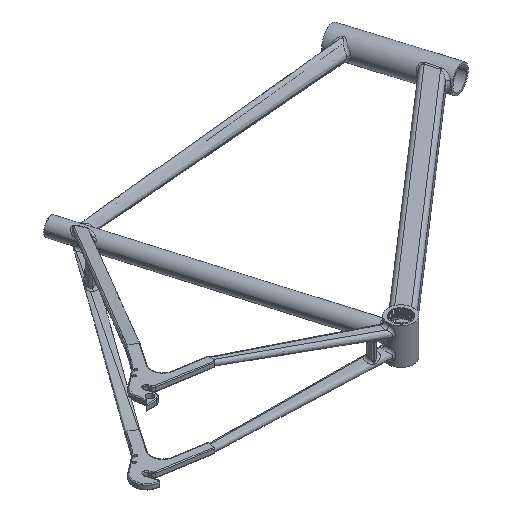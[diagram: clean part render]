
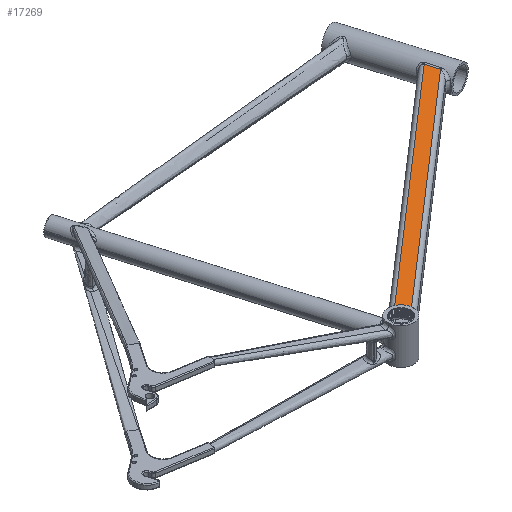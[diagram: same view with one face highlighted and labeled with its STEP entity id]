
A CAD part, isometric view. The second image highlights one B-rep face of the part: STEP entity #17269.
In plain terms, the highlighted planar face has unit normal (0, 0, 1).
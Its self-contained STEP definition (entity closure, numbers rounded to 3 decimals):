
#515 = VERTEX_POINT ( 'NONE', #8011 ) ;
#574 = DIRECTION ( 'NONE',  ( -0.292, 0.956, 0. ) ) ;
#1285 = EDGE_CURVE ( 'NONE', #23250, #515, #10650, .T. ) ;
#2329 = VERTEX_POINT ( 'NONE', #5460 ) ;
#3543 = ORIENTED_EDGE ( 'NONE', *, *, #10725, .T. ) ;
#3996 = LINE ( 'NONE', #9824, #6246 ) ;
#4981 = EDGE_CURVE ( 'NONE', #2329, #23250, #18435, .T. ) ;
#5460 = CARTESIAN_POINT ( 'NONE',  ( 451.857, 377.61, 18.71 ) ) ;
#5531 = EDGE_LOOP ( 'NONE', ( #24121, #3543, #11727, #22132 ) ) ;
#5947 = VECTOR ( 'NONE', #8273, 1000. ) ;
#5995 = VERTEX_POINT ( 'NONE', #23600 ) ;
#6246 = VECTOR ( 'NONE', #7443, 1000. ) ;
#7443 = DIRECTION ( 'NONE',  ( -0.755, -0.656, 0. ) ) ;
#7801 = FACE_OUTER_BOUND ( 'NONE', #5531, .T. ) ;
#8011 = CARTESIAN_POINT ( 'NONE',  ( 12.842, 26.002, 18.71 ) ) ;
#8273 = DIRECTION ( 'NONE',  ( -0.755, -0.656, 0. ) ) ;
#9501 = VECTOR ( 'NONE', #574, 1000. ) ;
#9824 = CARTESIAN_POINT ( 'NONE',  ( 468.688, 392.228, 18.71 ) ) ;
#10593 = CARTESIAN_POINT ( 'NONE',  ( 0., 0., 18.71 ) ) ;
#10650 = LINE ( 'NONE', #24686, #5947 ) ;
#10725 = EDGE_CURVE ( 'NONE', #515, #5995, #10870, .T. ) ;
#10870 = CIRCLE ( 'NONE', #18897, 29. ) ;
#11727 = ORIENTED_EDGE ( 'NONE', *, *, #16215, .F. ) ;
#13565 = AXIS2_PLACEMENT_3D ( 'NONE', #17473, #25558, #16006 ) ;
#16006 = DIRECTION ( 'NONE',  ( 1., 0., 0. ) ) ;
#16215 = EDGE_CURVE ( 'NONE', #2329, #5995, #3996, .T. ) ;
#17269 = ADVANCED_FACE ( 'NONE', ( #7801 ), #21576, .T. ) ;
#17473 = CARTESIAN_POINT ( 'NONE',  ( 468.688, 392.228, 18.71 ) ) ;
#17535 = CARTESIAN_POINT ( 'NONE',  ( 444.683, 401.075, 18.71 ) ) ;
#18435 = LINE ( 'NONE', #18965, #9501 ) ;
#18801 = DIRECTION ( 'NONE',  ( 0., 0., -1. ) ) ;
#18897 = AXIS2_PLACEMENT_3D ( 'NONE', #10593, #18801, #24902 ) ;
#18965 = CARTESIAN_POINT ( 'NONE',  ( 444.476, 401.753, 18.71 ) ) ;
#21576 = PLANE ( 'NONE',  #13565 ) ;
#22132 = ORIENTED_EDGE ( 'NONE', *, *, #4981, .T. ) ;
#23250 = VERTEX_POINT ( 'NONE', #17535 ) ;
#23600 = CARTESIAN_POINT ( 'NONE',  ( 27.544, 9.075, 18.71 ) ) ;
#24121 = ORIENTED_EDGE ( 'NONE', *, *, #1285, .T. ) ;
#24686 = CARTESIAN_POINT ( 'NONE',  ( 453.986, 409.155, 18.71 ) ) ;
#24902 = DIRECTION ( 'NONE',  ( 1., 0., 0. ) ) ;
#25558 = DIRECTION ( 'NONE',  ( 0., 0., 1. ) ) ;
